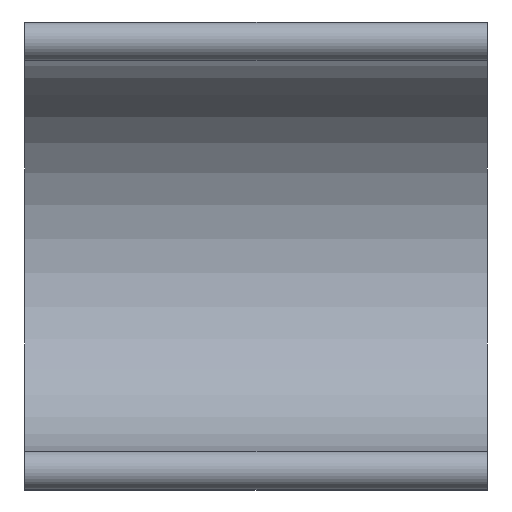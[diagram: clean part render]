
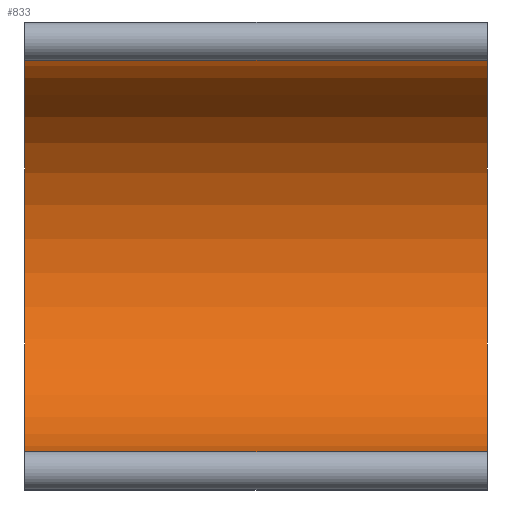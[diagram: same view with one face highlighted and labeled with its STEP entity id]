
A CAD part, left-side view. The second image highlights one B-rep face of the part: STEP entity #833.
In plain terms, the highlighted cylindrical face has radius 5.1 mm (diameter 10.2 mm), a partial arc.
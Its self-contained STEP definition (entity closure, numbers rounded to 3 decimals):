
#93=FACE_OUTER_BOUND('',#140,.T.);
#140=EDGE_LOOP('',(#731,#732,#733,#734));
#195=LINE('',#1590,#247);
#196=LINE('',#1593,#248);
#247=VECTOR('',#1151,10.);
#248=VECTOR('',#1154,10.);
#294=CIRCLE('',#925,5.1);
#298=CIRCLE('',#933,5.1);
#379=VERTEX_POINT('',#1565);
#384=VERTEX_POINT('',#1576);
#387=VERTEX_POINT('',#1588);
#388=VERTEX_POINT('',#1592);
#504=EDGE_CURVE('',#384,#379,#294,.T.);
#510=EDGE_CURVE('',#379,#387,#195,.T.);
#511=EDGE_CURVE('',#388,#384,#196,.T.);
#512=EDGE_CURVE('',#387,#388,#298,.T.);
#731=ORIENTED_EDGE('',*,*,#510,.F.);
#732=ORIENTED_EDGE('',*,*,#504,.F.);
#733=ORIENTED_EDGE('',*,*,#511,.F.);
#734=ORIENTED_EDGE('',*,*,#512,.F.);
#796=CYLINDRICAL_SURFACE('',#932,5.1);
#833=ADVANCED_FACE('',(#93),#796,.F.);
#925=AXIS2_PLACEMENT_3D('',#1578,#1135,#1136);
#932=AXIS2_PLACEMENT_3D('',#1591,#1152,#1153);
#933=AXIS2_PLACEMENT_3D('',#1594,#1155,#1156);
#1135=DIRECTION('center_axis',(0.,1.,0.));
#1136=DIRECTION('ref_axis',(0.,0.,1.));
#1151=DIRECTION('',(0.,1.,0.));
#1152=DIRECTION('center_axis',(0.,1.,0.));
#1153=DIRECTION('ref_axis',(0.,0.,1.));
#1154=DIRECTION('',(0.,-1.,0.));
#1155=DIRECTION('center_axis',(0.,-1.,0.));
#1156=DIRECTION('ref_axis',(0.,0.,1.));
#1565=CARTESIAN_POINT('',(0.455,0.,-5.08));
#1576=CARTESIAN_POINT('',(0.455,0.,5.08));
#1578=CARTESIAN_POINT('Origin',(0.,0.,0.));
#1588=CARTESIAN_POINT('',(0.455,12.,-5.08));
#1590=CARTESIAN_POINT('',(0.455,0.,-5.08));
#1591=CARTESIAN_POINT('Origin',(0.,0.,0.));
#1592=CARTESIAN_POINT('',(0.455,12.,5.08));
#1593=CARTESIAN_POINT('',(0.455,0.,5.08));
#1594=CARTESIAN_POINT('Origin',(0.,12.,0.));
